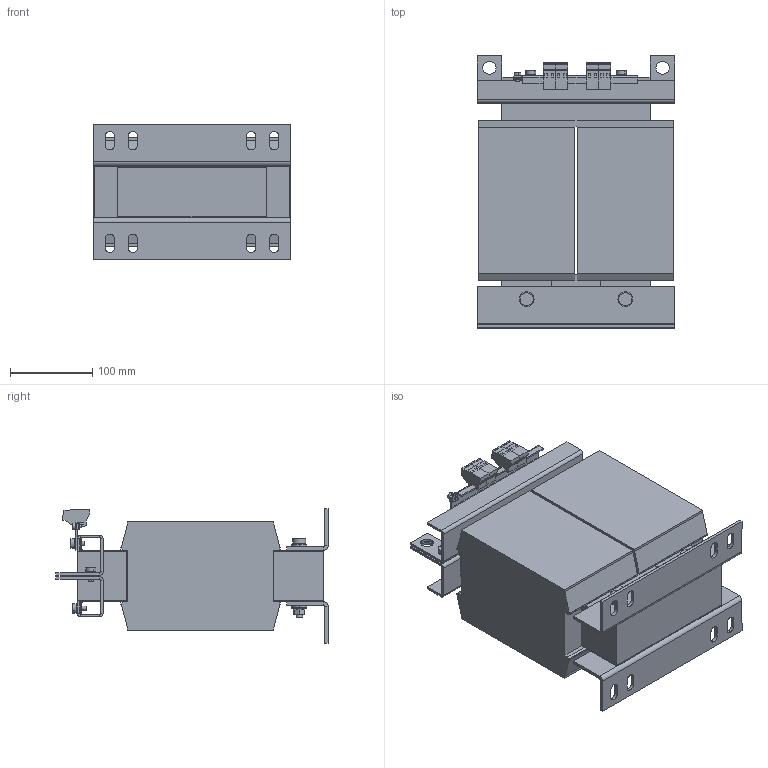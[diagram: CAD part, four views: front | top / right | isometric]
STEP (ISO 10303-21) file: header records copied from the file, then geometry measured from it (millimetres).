
FILE_DESCRIPTION (( 'STEP AP214' ), '1' );
FILE_NAME ('202786.STEP', '2020-08-26T09:10:18', ( '' ), ( '' ), 'SwSTEP 2.0', 'SolidWorks 2018', '' );
FILE_SCHEMA (( 'AUTOMOTIVE_DESIGN' ));
Length unit declared in the file: millimetre
Products named in the file (1): 202786
Bounding box: 240 x 331 x 163 mm (x, y, z)
Volume: 7322599.9 mm3; surface area: 505466.2 mm2
Topology: 1 solids, 1 shells, 641 faces, 1606 edges, 1000 vertices
Faces by surface type: plane 477, cylinder 156, torus 4, cone 4
Entity records: 18976 total; most frequent: CARTESIAN_POINT 3352, ORIENTED_EDGE 3212, DIRECTION 3200, EDGE_CURVE 1606, LINE 1264, VECTOR 1264, VERTEX_POINT 1000, AXIS2_PLACEMENT_3D 968
